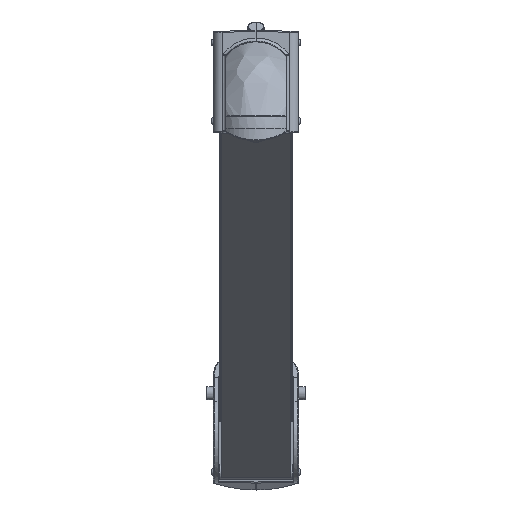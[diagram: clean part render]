
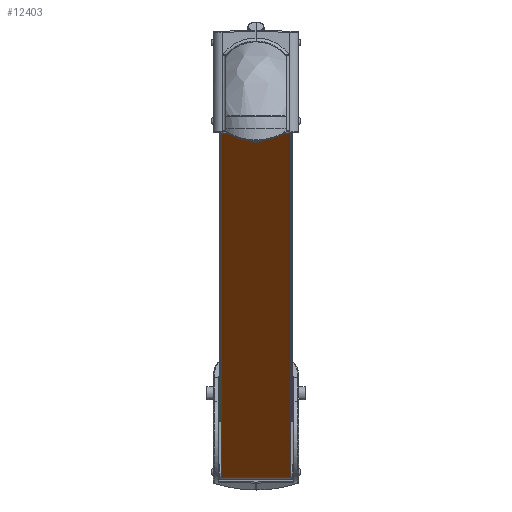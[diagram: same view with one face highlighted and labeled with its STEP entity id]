
A CAD part, top view. The second image highlights one B-rep face of the part: STEP entity #12403.
In plain terms, the highlighted face is planar.
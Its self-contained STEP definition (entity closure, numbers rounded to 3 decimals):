
#272 = EDGE_CURVE ( 'NONE', #12856, #3117, #18187, .T. ) ;
#1280 = EDGE_CURVE ( 'NONE', #3117, #13664, #17008, .T. ) ;
#2662 = LINE ( 'NONE', #38322, #13127 ) ;
#3117 = VERTEX_POINT ( 'NONE', #7767 ) ;
#3776 = CARTESIAN_POINT ( 'NONE',  ( 375., -2., 47.5 ) ) ;
#3975 = EDGE_CURVE ( 'NONE', #29606, #12856, #7506, .T. ) ;
#7310 = ORIENTED_EDGE ( 'NONE', *, *, #272, .F. ) ;
#7506 = LINE ( 'NONE', #21757, #32229 ) ;
#7767 = CARTESIAN_POINT ( 'NONE',  ( 375., -2., -47.5 ) ) ;
#8057 = VECTOR ( 'NONE', #27663, 1000. ) ;
#12403 = ADVANCED_FACE ( 'Defeature ausgef�hrt1_9', ( #13770 ), #17638, .F. ) ;
#12856 = VERTEX_POINT ( 'NONE', #3776 ) ;
#13127 = VECTOR ( 'NONE', #14631, 1000. ) ;
#13664 = VERTEX_POINT ( 'NONE', #34846 ) ;
#13770 = FACE_OUTER_BOUND ( 'NONE', #35653, .T. ) ;
#14631 = DIRECTION ( 'NONE',  ( 0., 0., 1. ) ) ;
#14666 = CARTESIAN_POINT ( 'NONE',  ( 0., -2., 0. ) ) ;
#14879 = ORIENTED_EDGE ( 'NONE', *, *, #3975, .F. ) ;
#17008 = LINE ( 'NONE', #34618, #8057 ) ;
#17638 = PLANE ( 'NONE',  #31822 ) ;
#18034 = CARTESIAN_POINT ( 'NONE',  ( -375., -2., 47.5 ) ) ;
#18187 = LINE ( 'NONE', #24052, #19723 ) ;
#19723 = VECTOR ( 'NONE', #20981, 1000. ) ;
#20981 = DIRECTION ( 'NONE',  ( 0., 0., -1. ) ) ;
#21724 = DIRECTION ( 'NONE',  ( 0., 0., 1. ) ) ;
#21757 = CARTESIAN_POINT ( 'NONE',  ( 0., -2., 47.5 ) ) ;
#21882 = DIRECTION ( 'NONE',  ( 0., 1., 0. ) ) ;
#21915 = DIRECTION ( 'NONE',  ( 1., 0., 0. ) ) ;
#24052 = CARTESIAN_POINT ( 'NONE',  ( 375., -2., 0. ) ) ;
#26490 = ORIENTED_EDGE ( 'NONE', *, *, #1280, .F. ) ;
#27663 = DIRECTION ( 'NONE',  ( -1., 0., 0. ) ) ;
#29606 = VERTEX_POINT ( 'NONE', #18034 ) ;
#31822 = AXIS2_PLACEMENT_3D ( 'NONE', #14666, #21882, #21724 ) ;
#32051 = EDGE_CURVE ( 'NONE', #13664, #29606, #2662, .T. ) ;
#32229 = VECTOR ( 'NONE', #21915, 1000. ) ;
#34618 = CARTESIAN_POINT ( 'NONE',  ( 0., -2., -47.5 ) ) ;
#34846 = CARTESIAN_POINT ( 'NONE',  ( -375., -2., -47.5 ) ) ;
#35653 = EDGE_LOOP ( 'NONE', ( #26490, #7310, #14879, #35913 ) ) ;
#35913 = ORIENTED_EDGE ( 'NONE', *, *, #32051, .F. ) ;
#38322 = CARTESIAN_POINT ( 'NONE',  ( -375., -2., 0. ) ) ;
